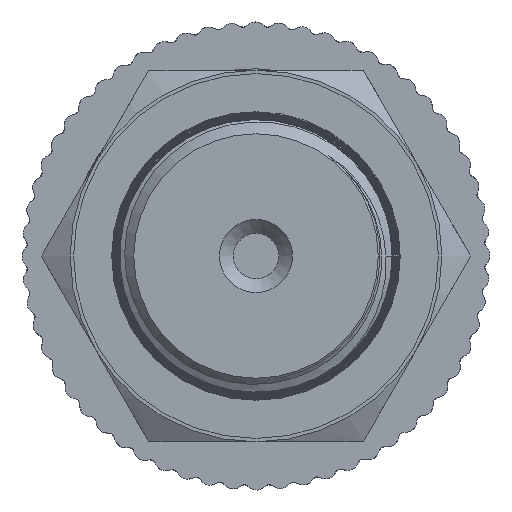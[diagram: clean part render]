
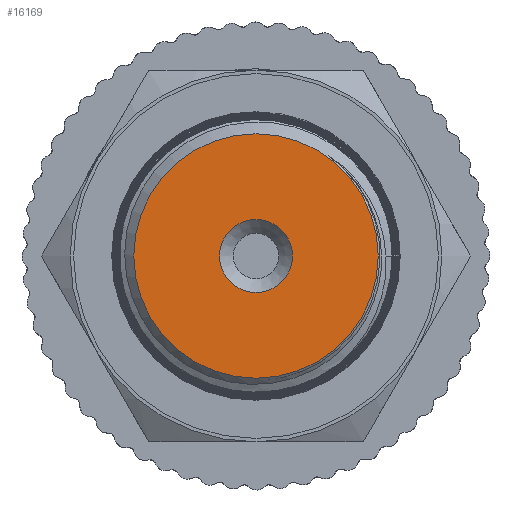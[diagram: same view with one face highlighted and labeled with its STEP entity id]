
A CAD part, left-side view. The second image highlights one B-rep face of the part: STEP entity #16169.
In plain terms, the highlighted planar face has unit normal (-1, 0, 0).
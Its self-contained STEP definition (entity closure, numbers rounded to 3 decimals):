
#156=PLANE('',#17043);
#854=FACE_BOUND('',#2262,.T.);
#1332=FACE_OUTER_BOUND('',#2261,.T.);
#2261=EDGE_LOOP('',(#12481));
#2262=EDGE_LOOP('',(#12482));
#3837=CIRCLE('',#16839,8.878);
#3934=CIRCLE('',#17042,2.65);
#6558=VERTEX_POINT('',#20868);
#7128=VERTEX_POINT('',#38164);
#8240=EDGE_CURVE('',#6558,#6558,#3837,.T.);
#9101=EDGE_CURVE('',#7128,#7128,#3934,.T.);
#12481=ORIENTED_EDGE('',*,*,#8240,.T.);
#12482=ORIENTED_EDGE('',*,*,#9101,.T.);
#16169=ADVANCED_FACE('',(#1332,#854),#156,.T.);
#16839=AXIS2_PLACEMENT_3D('',#20870,#17679,#17680);
#17042=AXIS2_PLACEMENT_3D('',#38166,#18440,#18441);
#17043=AXIS2_PLACEMENT_3D('',#38167,#18442,#18443);
#17679=DIRECTION('center_axis',(-1.,0.,0.));
#17680=DIRECTION('ref_axis',(0.,1.,0.));
#18440=DIRECTION('center_axis',(1.,0.,0.));
#18441=DIRECTION('ref_axis',(0.,0.,-1.));
#18442=DIRECTION('center_axis',(-1.,0.,0.));
#18443=DIRECTION('ref_axis',(0.,0.,1.));
#20868=CARTESIAN_POINT('',(-68.,-8.878,0.));
#20870=CARTESIAN_POINT('Origin',(-68.,0.,0.));
#38164=CARTESIAN_POINT('',(-68.,-2.65,0.));
#38166=CARTESIAN_POINT('Origin',(-68.,0.,0.));
#38167=CARTESIAN_POINT('Origin',(-68.,9.853,0.));
